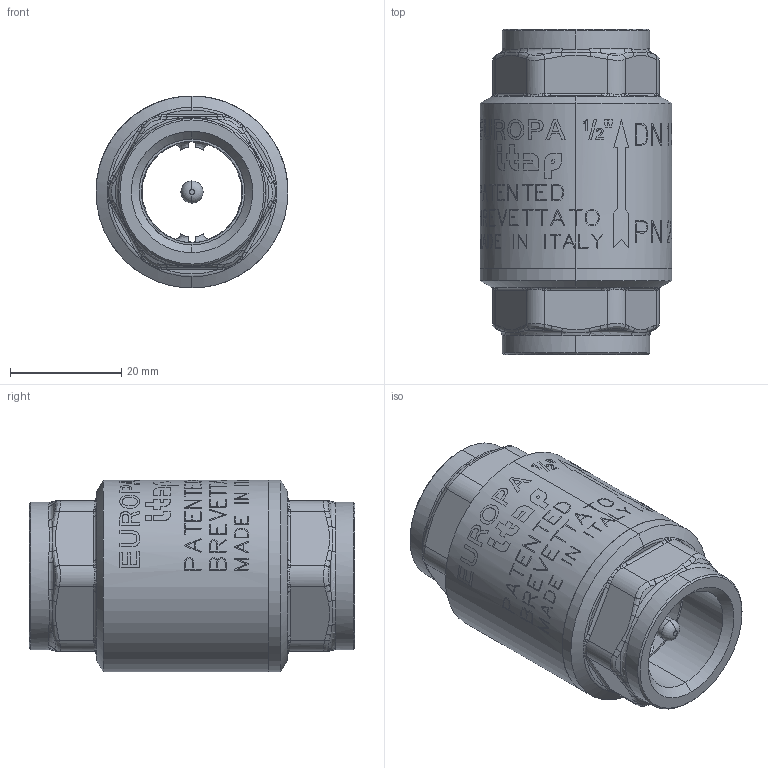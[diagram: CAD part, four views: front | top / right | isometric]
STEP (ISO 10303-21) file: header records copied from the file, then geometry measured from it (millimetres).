
FILE_DESCRIPTION (( 'STEP AP214' ), '1' );
FILE_NAME ('IT-EUROPA10004.STEP', '2018-09-14T13:41:04', ( '' ), ( '' ), 'SwSTEP 2.0', 'SolidWorks 2018', '' );
FILE_SCHEMA (( 'AUTOMOTIVE_DESIGN' ));
Length unit declared in the file: millimetre
Products named in the file (1): IT-EUROPA10004
Bounding box: 34.5 x 58.48 x 34.5 mm (x, y, z)
Surface area: 9353.8 mm2 (no closed solid volume)
Topology: 0 solids, 2 shells, 388 faces, 1723 edges, 1412 vertices
Faces by surface type: bspline 188, cylinder 113, cone 30, plane 29, torus 28
Entity records: 25493 total; most frequent: CARTESIAN_POINT 15229, ORIENTED_EDGE 3410, EDGE_CURVE 1723, B_SPLINE_CURVE_WITH_KNOTS 1563, VERTEX_POINT 1412, EDGE_LOOP 463, DIRECTION 402, FACE_OUTER_BOUND 388
